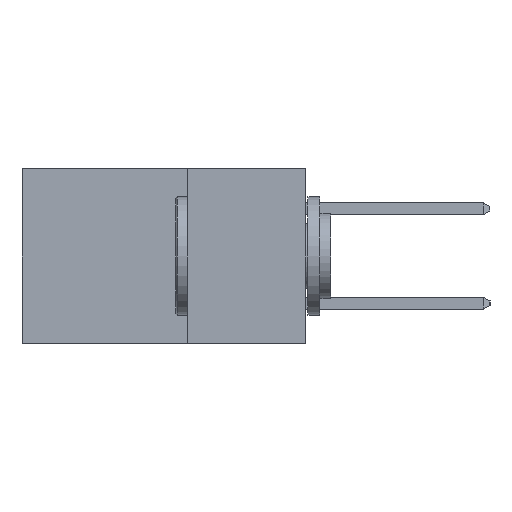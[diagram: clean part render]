
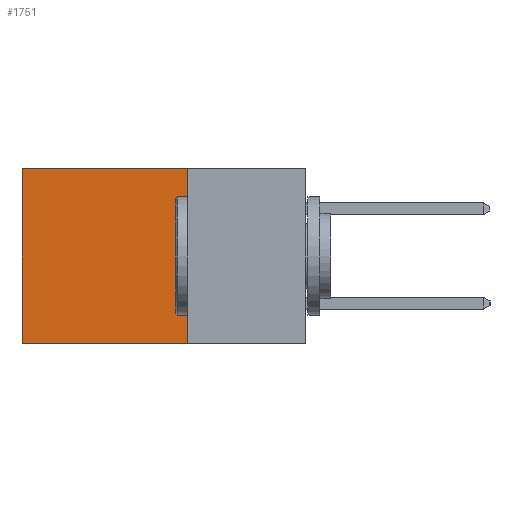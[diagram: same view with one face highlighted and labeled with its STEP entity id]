
A CAD part, left-side view. The second image highlights one B-rep face of the part: STEP entity #1751.
In plain terms, the highlighted planar face has unit normal (-1, 0, 0).
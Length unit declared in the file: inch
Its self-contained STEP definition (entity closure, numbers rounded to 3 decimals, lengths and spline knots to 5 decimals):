
#720 = CARTESIAN_POINT ( 'NONE',  ( 0.2615, 0.6, 0. ) ) ;
#1425 = VECTOR ( 'NONE', #12305, 39.37008 ) ;
#1751 = ADVANCED_FACE ( 'NONE', ( #6990 ), #5049, .F. ) ;
#1809 = LINE ( 'NONE', #5131, #1425 ) ;
#1895 = CARTESIAN_POINT ( 'NONE',  ( 0.2615, 0.6, -0.37 ) ) ;
#2220 = ORIENTED_EDGE ( 'NONE', *, *, #14016, .F. ) ;
#2689 = DIRECTION ( 'NONE',  ( 0., 1., 0. ) ) ;
#3586 = DIRECTION ( 'NONE',  ( 0., 0., -1. ) ) ;
#3592 = CARTESIAN_POINT ( 'NONE',  ( 0.2615, 0.25, -0.37 ) ) ;
#3784 = EDGE_CURVE ( 'NONE', #12687, #13566, #1809, .T. ) ;
#4245 = EDGE_LOOP ( 'NONE', ( #8336, #2220, #5427, #8727 ) ) ;
#4693 = CARTESIAN_POINT ( 'NONE',  ( 0.2615, 0.25, 0. ) ) ;
#4741 = DIRECTION ( 'NONE',  ( 0., 0., -1. ) ) ;
#4779 = DIRECTION ( 'NONE',  ( 1., 0., 0. ) ) ;
#4887 = CARTESIAN_POINT ( 'NONE',  ( 0.2615, 0.25, -0.37 ) ) ;
#5049 = PLANE ( 'NONE',  #8790 ) ;
#5131 = CARTESIAN_POINT ( 'NONE',  ( 0.2615, 0.6, -0.37 ) ) ;
#5305 = DIRECTION ( 'NONE',  ( 0., 1., 0. ) ) ;
#5362 = EDGE_CURVE ( 'NONE', #13795, #12687, #12502, .T. ) ;
#5427 = ORIENTED_EDGE ( 'NONE', *, *, #10262, .F. ) ;
#6125 = CARTESIAN_POINT ( 'NONE',  ( 0.2615, 0.25, 0. ) ) ;
#6990 = FACE_OUTER_BOUND ( 'NONE', #4245, .T. ) ;
#8336 = ORIENTED_EDGE ( 'NONE', *, *, #3784, .T. ) ;
#8492 = LINE ( 'NONE', #3592, #14572 ) ;
#8727 = ORIENTED_EDGE ( 'NONE', *, *, #5362, .T. ) ;
#8790 = AXIS2_PLACEMENT_3D ( 'NONE', #4887, #4779, #4741 ) ;
#9391 = VECTOR ( 'NONE', #5305, 39.37008 ) ;
#10262 = EDGE_CURVE ( 'NONE', #13795, #15290, #8492, .T. ) ;
#10283 = VECTOR ( 'NONE', #2689, 39.37008 ) ;
#10847 = CARTESIAN_POINT ( 'NONE',  ( 0.2615, 0.25, -0.37 ) ) ;
#12305 = DIRECTION ( 'NONE',  ( 0., 0., -1. ) ) ;
#12502 = LINE ( 'NONE', #6125, #9391 ) ;
#12687 = VERTEX_POINT ( 'NONE', #720 ) ;
#13317 = LINE ( 'NONE', #13401, #10283 ) ;
#13401 = CARTESIAN_POINT ( 'NONE',  ( 0.2615, 0.25, -0.37 ) ) ;
#13566 = VERTEX_POINT ( 'NONE', #1895 ) ;
#13795 = VERTEX_POINT ( 'NONE', #4693 ) ;
#14016 = EDGE_CURVE ( 'NONE', #15290, #13566, #13317, .T. ) ;
#14572 = VECTOR ( 'NONE', #3586, 39.37008 ) ;
#15290 = VERTEX_POINT ( 'NONE', #10847 ) ;
